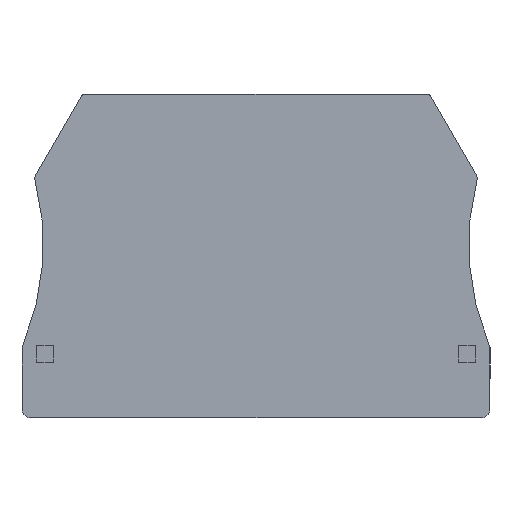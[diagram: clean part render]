
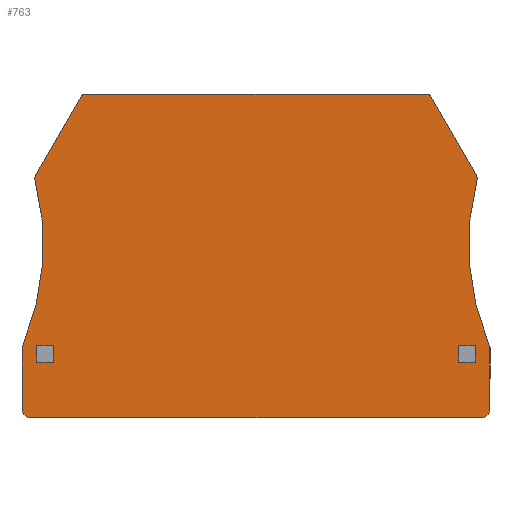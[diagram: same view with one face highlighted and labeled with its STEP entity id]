
A CAD part, left-side view. The second image highlights one B-rep face of the part: STEP entity #763.
In plain terms, the highlighted planar face has unit normal (-1, 0, 0).
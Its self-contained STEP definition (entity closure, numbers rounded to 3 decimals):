
#190=AXIS2_PLACEMENT_3D('Circle Axis2P3D',#188,#189,$) ;
#252=AXIS2_PLACEMENT_3D('Circle Axis2P3D',#250,#251,$) ;
#314=AXIS2_PLACEMENT_3D('Circle Axis2P3D',#312,#313,$) ;
#345=AXIS2_PLACEMENT_3D('Circle Axis2P3D',#343,#344,$) ;
#376=AXIS2_PLACEMENT_3D('Circle Axis2P3D',#374,#375,$) ;
#438=AXIS2_PLACEMENT_3D('Circle Axis2P3D',#436,#437,$) ;
#500=AXIS2_PLACEMENT_3D('Circle Axis2P3D',#498,#499,$) ;
#562=AXIS2_PLACEMENT_3D('Circle Axis2P3D',#560,#561,$) ;
#593=AXIS2_PLACEMENT_3D('Circle Axis2P3D',#591,#592,$) ;
#624=AXIS2_PLACEMENT_3D('Circle Axis2P3D',#622,#623,$) ;
#675=AXIS2_PLACEMENT_3D('Plane Axis2P3D',#672,#673,#674) ;
#185=CARTESIAN_POINT('Vertex',(2.9,48.031,37.808)) ;
#188=CARTESIAN_POINT('Axis2P3D Location',(2.9,47.598,37.558)) ;
#192=CARTESIAN_POINT('Vertex',(2.9,47.598,38.058)) ;
#219=CARTESIAN_POINT('Line Origine',(2.9,27.5,38.058)) ;
#223=CARTESIAN_POINT('Vertex',(2.9,7.402,38.058)) ;
#250=CARTESIAN_POINT('Axis2P3D Location',(2.9,7.402,37.558)) ;
#254=CARTESIAN_POINT('Vertex',(2.9,6.969,37.808)) ;
#281=CARTESIAN_POINT('Line Origine',(2.9,4.266,33.127)) ;
#285=CARTESIAN_POINT('Vertex',(2.9,1.563,28.445)) ;
#312=CARTESIAN_POINT('Axis2P3D Location',(2.9,1.996,28.195)) ;
#316=CARTESIAN_POINT('Vertex',(2.9,1.512,28.066)) ;
#343=CARTESIAN_POINT('Axis2P3D Location',(2.9,-27.483,20.368)) ;
#347=CARTESIAN_POINT('Vertex',(2.9,0.041,8.434)) ;
#374=CARTESIAN_POINT('Axis2P3D Location',(2.9,0.5,8.235)) ;
#378=CARTESIAN_POINT('Vertex',(2.9,0.,8.235)) ;
#405=CARTESIAN_POINT('Line Origine',(2.9,0.,4.617)) ;
#409=CARTESIAN_POINT('Vertex',(2.9,0.,1.)) ;
#436=CARTESIAN_POINT('Axis2P3D Location',(2.9,1.,1.)) ;
#440=CARTESIAN_POINT('Vertex',(2.9,1.,0.)) ;
#467=CARTESIAN_POINT('Line Origine',(2.9,27.5,0.)) ;
#471=CARTESIAN_POINT('Vertex',(2.9,54.,0.)) ;
#498=CARTESIAN_POINT('Axis2P3D Location',(2.9,54.,1.)) ;
#502=CARTESIAN_POINT('Vertex',(2.9,55.,1.)) ;
#529=CARTESIAN_POINT('Line Origine',(2.9,55.,4.617)) ;
#533=CARTESIAN_POINT('Vertex',(2.9,55.,8.235)) ;
#560=CARTESIAN_POINT('Axis2P3D Location',(2.9,54.5,8.235)) ;
#564=CARTESIAN_POINT('Vertex',(2.9,54.959,8.434)) ;
#591=CARTESIAN_POINT('Axis2P3D Location',(2.9,82.483,20.368)) ;
#595=CARTESIAN_POINT('Vertex',(2.9,53.488,28.066)) ;
#622=CARTESIAN_POINT('Axis2P3D Location',(2.9,53.004,28.195)) ;
#626=CARTESIAN_POINT('Vertex',(2.9,53.437,28.445)) ;
#653=CARTESIAN_POINT('Line Origine',(2.9,50.734,33.127)) ;
#672=CARTESIAN_POINT('Axis2P3D Location',(2.9,27.5,2.2)) ;
#695=CARTESIAN_POINT('Line Origine',(2.9,52.293,8.509)) ;
#699=CARTESIAN_POINT('Vertex',(2.9,51.318,8.509)) ;
#701=CARTESIAN_POINT('Vertex',(2.9,53.268,8.509)) ;
#704=CARTESIAN_POINT('Line Origine',(2.9,51.318,7.534)) ;
#708=CARTESIAN_POINT('Vertex',(2.9,51.318,6.559)) ;
#711=CARTESIAN_POINT('Line Origine',(2.9,52.293,6.559)) ;
#715=CARTESIAN_POINT('Vertex',(2.9,53.268,6.559)) ;
#718=CARTESIAN_POINT('Line Origine',(2.9,53.268,7.534)) ;
#729=CARTESIAN_POINT('Line Origine',(2.9,2.707,6.559)) ;
#733=CARTESIAN_POINT('Vertex',(2.9,1.732,6.559)) ;
#735=CARTESIAN_POINT('Vertex',(2.9,3.682,6.559)) ;
#738=CARTESIAN_POINT('Line Origine',(2.9,3.682,7.534)) ;
#742=CARTESIAN_POINT('Vertex',(2.9,3.682,8.509)) ;
#745=CARTESIAN_POINT('Line Origine',(2.9,2.707,8.509)) ;
#749=CARTESIAN_POINT('Vertex',(2.9,1.732,8.509)) ;
#752=CARTESIAN_POINT('Line Origine',(2.9,1.732,7.534)) ;
#189=DIRECTION('Axis2P3D Direction',(1.,0.,0.)) ;
#220=DIRECTION('Vector Direction',(0.,1.,0.)) ;
#251=DIRECTION('Axis2P3D Direction',(1.,0.,0.)) ;
#282=DIRECTION('Vector Direction',(0.,-0.5,-0.866)) ;
#313=DIRECTION('Axis2P3D Direction',(1.,0.,0.)) ;
#344=DIRECTION('Axis2P3D Direction',(1.,0.,0.)) ;
#375=DIRECTION('Axis2P3D Direction',(1.,0.,0.)) ;
#406=DIRECTION('Vector Direction',(0.,0.,1.)) ;
#437=DIRECTION('Axis2P3D Direction',(1.,0.,0.)) ;
#468=DIRECTION('Vector Direction',(0.,-1.,0.)) ;
#499=DIRECTION('Axis2P3D Direction',(1.,0.,0.)) ;
#530=DIRECTION('Vector Direction',(0.,0.,-1.)) ;
#561=DIRECTION('Axis2P3D Direction',(1.,0.,0.)) ;
#592=DIRECTION('Axis2P3D Direction',(1.,0.,0.)) ;
#623=DIRECTION('Axis2P3D Direction',(1.,0.,0.)) ;
#654=DIRECTION('Vector Direction',(0.,0.5,-0.866)) ;
#673=DIRECTION('Axis2P3D Direction',(1.,0.,0.)) ;
#674=DIRECTION('Axis2P3D XDirection',(0.,1.,0.)) ;
#696=DIRECTION('Vector Direction',(0.,1.,0.)) ;
#705=DIRECTION('Vector Direction',(0.,0.,1.)) ;
#712=DIRECTION('Vector Direction',(0.,1.,0.)) ;
#719=DIRECTION('Vector Direction',(0.,0.,1.)) ;
#730=DIRECTION('Vector Direction',(0.,1.,0.)) ;
#739=DIRECTION('Vector Direction',(0.,0.,1.)) ;
#746=DIRECTION('Vector Direction',(0.,1.,0.)) ;
#753=DIRECTION('Vector Direction',(0.,0.,1.)) ;
#221=VECTOR('Line Direction',#220,1.) ;
#283=VECTOR('Line Direction',#282,1.) ;
#407=VECTOR('Line Direction',#406,1.) ;
#469=VECTOR('Line Direction',#468,1.) ;
#531=VECTOR('Line Direction',#530,1.) ;
#655=VECTOR('Line Direction',#654,1.) ;
#697=VECTOR('Line Direction',#696,1.) ;
#706=VECTOR('Line Direction',#705,1.) ;
#713=VECTOR('Line Direction',#712,1.) ;
#720=VECTOR('Line Direction',#719,1.) ;
#731=VECTOR('Line Direction',#730,1.) ;
#740=VECTOR('Line Direction',#739,1.) ;
#747=VECTOR('Line Direction',#746,1.) ;
#754=VECTOR('Line Direction',#753,1.) ;
#678=ORIENTED_EDGE('',*,*,#657,.F.) ;
#679=ORIENTED_EDGE('',*,*,#628,.T.) ;
#680=ORIENTED_EDGE('',*,*,#597,.F.) ;
#681=ORIENTED_EDGE('',*,*,#566,.T.) ;
#682=ORIENTED_EDGE('',*,*,#535,.F.) ;
#683=ORIENTED_EDGE('',*,*,#504,.T.) ;
#684=ORIENTED_EDGE('',*,*,#473,.F.) ;
#685=ORIENTED_EDGE('',*,*,#442,.T.) ;
#686=ORIENTED_EDGE('',*,*,#411,.F.) ;
#687=ORIENTED_EDGE('',*,*,#380,.T.) ;
#688=ORIENTED_EDGE('',*,*,#349,.F.) ;
#689=ORIENTED_EDGE('',*,*,#318,.T.) ;
#690=ORIENTED_EDGE('',*,*,#287,.F.) ;
#691=ORIENTED_EDGE('',*,*,#256,.F.) ;
#692=ORIENTED_EDGE('',*,*,#225,.F.) ;
#693=ORIENTED_EDGE('',*,*,#194,.F.) ;
#724=ORIENTED_EDGE('',*,*,#703,.F.) ;
#725=ORIENTED_EDGE('',*,*,#710,.F.) ;
#726=ORIENTED_EDGE('',*,*,#717,.T.) ;
#727=ORIENTED_EDGE('',*,*,#722,.F.) ;
#758=ORIENTED_EDGE('',*,*,#737,.T.) ;
#759=ORIENTED_EDGE('',*,*,#744,.F.) ;
#760=ORIENTED_EDGE('',*,*,#751,.F.) ;
#761=ORIENTED_EDGE('',*,*,#756,.F.) ;
#728=FACE_BOUND('',#723,.T.) ;
#762=FACE_BOUND('',#757,.T.) ;
#763=ADVANCED_FACE('Hauptk\X2\00F6\X0\rper',(#694,#728,#762),#676,.F.) ;
#191=CIRCLE('generated circle',#190,0.5) ;
#253=CIRCLE('generated circle',#252,0.5) ;
#315=CIRCLE('generated circle',#314,0.5) ;
#346=CIRCLE('generated circle',#345,30.) ;
#377=CIRCLE('generated circle',#376,0.5) ;
#439=CIRCLE('generated circle',#438,1.) ;
#501=CIRCLE('generated circle',#500,1.) ;
#563=CIRCLE('generated circle',#562,0.5) ;
#594=CIRCLE('generated circle',#593,30.) ;
#625=CIRCLE('generated circle',#624,0.5) ;
#194=EDGE_CURVE('',#186,#193,#191,.T.) ;
#225=EDGE_CURVE('',#193,#224,#222,.F.) ;
#256=EDGE_CURVE('',#224,#255,#253,.T.) ;
#287=EDGE_CURVE('',#255,#286,#284,.T.) ;
#318=EDGE_CURVE('',#317,#286,#315,.F.) ;
#349=EDGE_CURVE('',#317,#348,#346,.F.) ;
#380=EDGE_CURVE('',#379,#348,#377,.F.) ;
#411=EDGE_CURVE('',#379,#410,#408,.F.) ;
#442=EDGE_CURVE('',#441,#410,#439,.F.) ;
#473=EDGE_CURVE('',#441,#472,#470,.F.) ;
#504=EDGE_CURVE('',#503,#472,#501,.F.) ;
#535=EDGE_CURVE('',#503,#534,#532,.F.) ;
#566=EDGE_CURVE('',#565,#534,#563,.F.) ;
#597=EDGE_CURVE('',#565,#596,#594,.F.) ;
#628=EDGE_CURVE('',#627,#596,#625,.F.) ;
#657=EDGE_CURVE('',#627,#186,#656,.F.) ;
#703=EDGE_CURVE('',#700,#702,#698,.T.) ;
#710=EDGE_CURVE('',#709,#700,#707,.T.) ;
#717=EDGE_CURVE('',#709,#716,#714,.T.) ;
#722=EDGE_CURVE('',#702,#716,#721,.F.) ;
#737=EDGE_CURVE('',#734,#736,#732,.T.) ;
#744=EDGE_CURVE('',#743,#736,#741,.F.) ;
#751=EDGE_CURVE('',#750,#743,#748,.T.) ;
#756=EDGE_CURVE('',#734,#750,#755,.T.) ;
#677=EDGE_LOOP('',(#678,#679,#680,#681,#682,#683,#684,#685,#686,#687,#688,#689,#690,#691,#692,#693)) ;
#723=EDGE_LOOP('',(#724,#725,#726,#727)) ;
#757=EDGE_LOOP('',(#758,#759,#760,#761)) ;
#694=FACE_OUTER_BOUND('',#677,.T.) ;
#222=LINE('Line',#219,#221) ;
#284=LINE('Line',#281,#283) ;
#408=LINE('Line',#405,#407) ;
#470=LINE('Line',#467,#469) ;
#532=LINE('Line',#529,#531) ;
#656=LINE('Line',#653,#655) ;
#698=LINE('Line',#695,#697) ;
#707=LINE('Line',#704,#706) ;
#714=LINE('Line',#711,#713) ;
#721=LINE('Line',#718,#720) ;
#732=LINE('Line',#729,#731) ;
#741=LINE('Line',#738,#740) ;
#748=LINE('Line',#745,#747) ;
#755=LINE('Line',#752,#754) ;
#676=PLANE('',#675) ;
#186=VERTEX_POINT('',#185) ;
#193=VERTEX_POINT('',#192) ;
#224=VERTEX_POINT('',#223) ;
#255=VERTEX_POINT('',#254) ;
#286=VERTEX_POINT('',#285) ;
#317=VERTEX_POINT('',#316) ;
#348=VERTEX_POINT('',#347) ;
#379=VERTEX_POINT('',#378) ;
#410=VERTEX_POINT('',#409) ;
#441=VERTEX_POINT('',#440) ;
#472=VERTEX_POINT('',#471) ;
#503=VERTEX_POINT('',#502) ;
#534=VERTEX_POINT('',#533) ;
#565=VERTEX_POINT('',#564) ;
#596=VERTEX_POINT('',#595) ;
#627=VERTEX_POINT('',#626) ;
#700=VERTEX_POINT('',#699) ;
#702=VERTEX_POINT('',#701) ;
#709=VERTEX_POINT('',#708) ;
#716=VERTEX_POINT('',#715) ;
#734=VERTEX_POINT('',#733) ;
#736=VERTEX_POINT('',#735) ;
#743=VERTEX_POINT('',#742) ;
#750=VERTEX_POINT('',#749) ;
